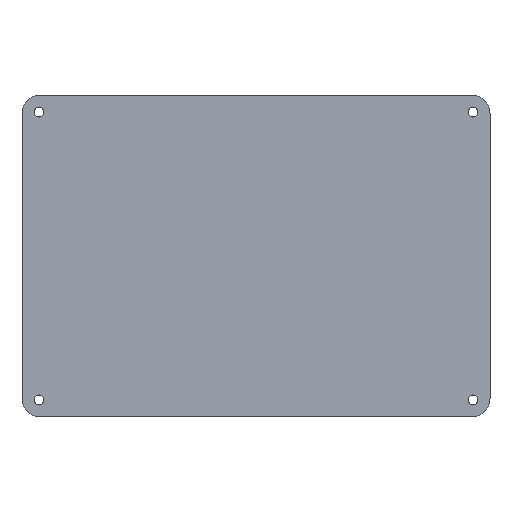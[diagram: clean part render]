
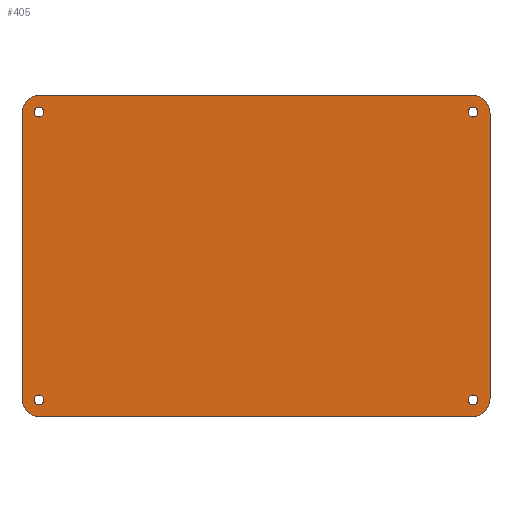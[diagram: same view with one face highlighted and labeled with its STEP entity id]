
A CAD part, top view. The second image highlights one B-rep face of the part: STEP entity #405.
In plain terms, the highlighted planar face has unit normal (0, 0, 1).
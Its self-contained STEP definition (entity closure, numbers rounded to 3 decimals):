
#22 = VERTEX_POINT('',#23);
#23 = CARTESIAN_POINT('',(-88.5,77.,42.));
#40 = VERTEX_POINT('',#41);
#41 = CARTESIAN_POINT('',(88.5,77.,42.));
#47 = EDGE_CURVE('',#22,#40,#48,.T.);
#48 = LINE('',#49,#50);
#49 = CARTESIAN_POINT('',(-88.5,77.,42.));
#50 = VECTOR('',#51,1.);
#51 = DIRECTION('',(1.,0.,0.));
#62 = VERTEX_POINT('',#63);
#63 = CARTESIAN_POINT('',(96.,69.5,42.));
#79 = EDGE_CURVE('',#62,#40,#80,.T.);
#80 = CIRCLE('',#81,7.5);
#81 = AXIS2_PLACEMENT_3D('',#82,#83,#84);
#82 = CARTESIAN_POINT('',(88.5,69.5,42.));
#83 = DIRECTION('',(0.,0.,1.));
#84 = DIRECTION('',(1.,0.,0.));
#104 = VERTEX_POINT('',#105);
#105 = CARTESIAN_POINT('',(96.,-47.5,42.));
#111 = EDGE_CURVE('',#62,#104,#112,.T.);
#112 = LINE('',#113,#114);
#113 = CARTESIAN_POINT('',(96.,69.5,42.));
#114 = VECTOR('',#115,1.);
#115 = DIRECTION('',(0.,-1.,0.));
#126 = VERTEX_POINT('',#127);
#127 = CARTESIAN_POINT('',(88.5,-55.,42.));
#143 = EDGE_CURVE('',#126,#104,#144,.T.);
#144 = CIRCLE('',#145,7.5);
#145 = AXIS2_PLACEMENT_3D('',#146,#147,#148);
#146 = CARTESIAN_POINT('',(88.5,-47.5,42.));
#147 = DIRECTION('',(0.,0.,1.));
#148 = DIRECTION('',(1.,0.,0.));
#168 = VERTEX_POINT('',#169);
#169 = CARTESIAN_POINT('',(-88.5,-55.,42.));
#175 = EDGE_CURVE('',#126,#168,#176,.T.);
#176 = LINE('',#177,#178);
#177 = CARTESIAN_POINT('',(88.5,-55.,42.));
#178 = VECTOR('',#179,1.);
#179 = DIRECTION('',(-1.,0.,0.));
#190 = VERTEX_POINT('',#191);
#191 = CARTESIAN_POINT('',(-96.,-47.5,42.));
#207 = EDGE_CURVE('',#190,#168,#208,.T.);
#208 = CIRCLE('',#209,7.5);
#209 = AXIS2_PLACEMENT_3D('',#210,#211,#212);
#210 = CARTESIAN_POINT('',(-88.5,-47.5,42.));
#211 = DIRECTION('',(0.,0.,1.));
#212 = DIRECTION('',(1.,0.,0.));
#232 = VERTEX_POINT('',#233);
#233 = CARTESIAN_POINT('',(-96.,69.5,42.));
#239 = EDGE_CURVE('',#190,#232,#240,.T.);
#240 = LINE('',#241,#242);
#241 = CARTESIAN_POINT('',(-96.,-47.5,42.));
#242 = VECTOR('',#243,1.);
#243 = DIRECTION('',(0.,1.,0.));
#262 = EDGE_CURVE('',#22,#232,#263,.T.);
#263 = CIRCLE('',#264,7.5);
#264 = AXIS2_PLACEMENT_3D('',#265,#266,#267);
#265 = CARTESIAN_POINT('',(-88.5,69.5,42.));
#266 = DIRECTION('',(0.,0.,1.));
#267 = DIRECTION('',(1.,0.,0.));
#278 = VERTEX_POINT('',#279);
#279 = CARTESIAN_POINT('',(-87.,-48.,42.));
#295 = EDGE_CURVE('',#278,#278,#296,.T.);
#296 = CIRCLE('',#297,2.);
#297 = AXIS2_PLACEMENT_3D('',#298,#299,#300);
#298 = CARTESIAN_POINT('',(-89.,-48.,42.));
#299 = DIRECTION('',(0.,0.,1.));
#300 = DIRECTION('',(1.,0.,0.));
#311 = VERTEX_POINT('',#312);
#312 = CARTESIAN_POINT('',(91.,-48.,42.));
#328 = EDGE_CURVE('',#311,#311,#329,.T.);
#329 = CIRCLE('',#330,2.);
#330 = AXIS2_PLACEMENT_3D('',#331,#332,#333);
#331 = CARTESIAN_POINT('',(89.,-48.,42.));
#332 = DIRECTION('',(0.,0.,1.));
#333 = DIRECTION('',(1.,0.,0.));
#344 = VERTEX_POINT('',#345);
#345 = CARTESIAN_POINT('',(91.,70.,42.));
#361 = EDGE_CURVE('',#344,#344,#362,.T.);
#362 = CIRCLE('',#363,2.);
#363 = AXIS2_PLACEMENT_3D('',#364,#365,#366);
#364 = CARTESIAN_POINT('',(89.,70.,42.));
#365 = DIRECTION('',(0.,0.,1.));
#366 = DIRECTION('',(1.,0.,0.));
#377 = VERTEX_POINT('',#378);
#378 = CARTESIAN_POINT('',(-87.,70.,42.));
#394 = EDGE_CURVE('',#377,#377,#395,.T.);
#395 = CIRCLE('',#396,2.);
#396 = AXIS2_PLACEMENT_3D('',#397,#398,#399);
#397 = CARTESIAN_POINT('',(-89.,70.,42.));
#398 = DIRECTION('',(0.,0.,1.));
#399 = DIRECTION('',(1.,0.,0.));
#405 = ADVANCED_FACE('',(#406,#416,#419,#422,#425),#428,.F.);
#406 = FACE_BOUND('',#407,.F.);
#407 = EDGE_LOOP('',(#408,#409,#410,#411,#412,#413,#414,#415));
#408 = ORIENTED_EDGE('',*,*,#47,.T.);
#409 = ORIENTED_EDGE('',*,*,#79,.F.);
#410 = ORIENTED_EDGE('',*,*,#111,.T.);
#411 = ORIENTED_EDGE('',*,*,#143,.F.);
#412 = ORIENTED_EDGE('',*,*,#175,.T.);
#413 = ORIENTED_EDGE('',*,*,#207,.F.);
#414 = ORIENTED_EDGE('',*,*,#239,.T.);
#415 = ORIENTED_EDGE('',*,*,#262,.F.);
#416 = FACE_BOUND('',#417,.F.);
#417 = EDGE_LOOP('',(#418));
#418 = ORIENTED_EDGE('',*,*,#295,.T.);
#419 = FACE_BOUND('',#420,.F.);
#420 = EDGE_LOOP('',(#421));
#421 = ORIENTED_EDGE('',*,*,#328,.T.);
#422 = FACE_BOUND('',#423,.F.);
#423 = EDGE_LOOP('',(#424));
#424 = ORIENTED_EDGE('',*,*,#361,.T.);
#425 = FACE_BOUND('',#426,.F.);
#426 = EDGE_LOOP('',(#427));
#427 = ORIENTED_EDGE('',*,*,#394,.T.);
#428 = PLANE('',#429);
#429 = AXIS2_PLACEMENT_3D('',#430,#431,#432);
#430 = CARTESIAN_POINT('',(0.,11.,42.));
#431 = DIRECTION('',(0.,0.,-1.));
#432 = DIRECTION('',(0.,-1.,0.));
